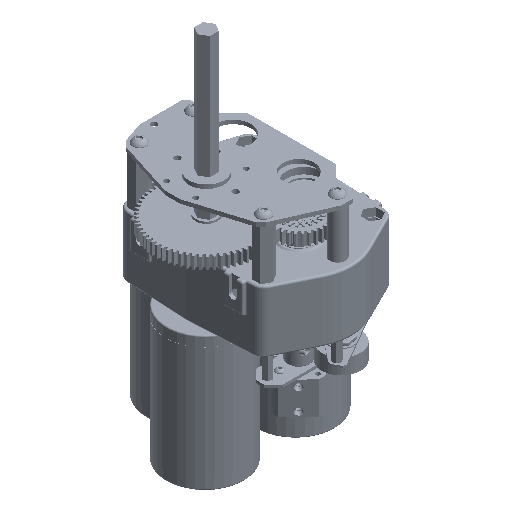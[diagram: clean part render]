
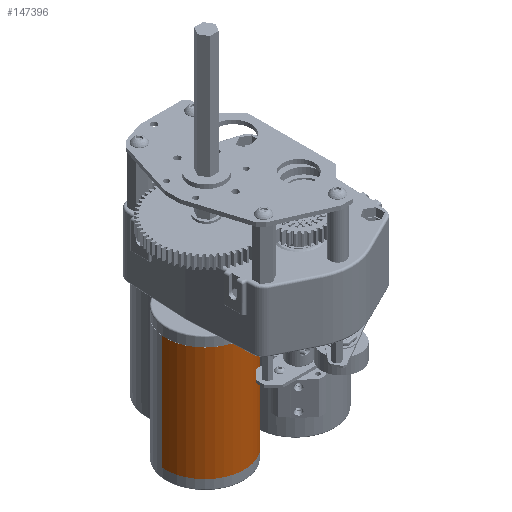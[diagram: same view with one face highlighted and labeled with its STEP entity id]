
A CAD part, isometric view. The second image highlights one B-rep face of the part: STEP entity #147396.
In plain terms, the highlighted cylindrical face has radius 32.004 mm (diameter 64.008 mm), a partial arc.
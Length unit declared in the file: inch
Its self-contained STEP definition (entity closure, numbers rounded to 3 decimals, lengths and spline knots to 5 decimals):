
#3586 = VERTEX_POINT ( 'NONE', #281979 ) ;
#4452 = CARTESIAN_POINT ( 'NONE',  ( 0.324, 0., 1.26 ) ) ;
#10645 = VERTEX_POINT ( 'NONE', #119112 ) ;
#11636 = DIRECTION ( 'NONE',  ( 0., 0., -1. ) ) ;
#19670 = ORIENTED_EDGE ( 'NONE', *, *, #145925, .T. ) ;
#23575 = AXIS2_PLACEMENT_3D ( 'NONE', #300986, #252145, #11636 ) ;
#26023 = VERTEX_POINT ( 'NONE', #4452 ) ;
#30996 = ORIENTED_EDGE ( 'NONE', *, *, #219410, .F. ) ;
#39976 = CARTESIAN_POINT ( 'NONE',  ( 0., 0., -1.26 ) ) ;
#46859 = CIRCLE ( 'NONE', #23575, 1.26 ) ;
#49572 = EDGE_CURVE ( 'NONE', #3586, #10645, #46859, .T. ) ;
#55399 = ORIENTED_EDGE ( 'NONE', *, *, #49572, .F. ) ;
#56315 = DIRECTION ( 'NONE',  ( 0., 0., -1. ) ) ;
#76950 = FACE_OUTER_BOUND ( 'NONE', #89807, .T. ) ;
#77510 = AXIS2_PLACEMENT_3D ( 'NONE', #254219, #154287, #56315 ) ;
#87632 = CARTESIAN_POINT ( 'NONE',  ( 0., 0., 1.26 ) ) ;
#89807 = EDGE_LOOP ( 'NONE', ( #30996, #283105, #19670, #55399 ) ) ;
#102299 = CIRCLE ( 'NONE', #77510, 1.26 ) ;
#119112 = CARTESIAN_POINT ( 'NONE',  ( 3.99096, 0., -1.26 ) ) ;
#121839 = DIRECTION ( 'NONE',  ( 0., 0., -1. ) ) ;
#145925 = EDGE_CURVE ( 'NONE', #172800, #10645, #202994, .T. ) ;
#147396 = ADVANCED_FACE ( 'NONE', ( #76950 ), #308816, .T. ) ;
#149669 = LINE ( 'NONE', #87632, #180199 ) ;
#154287 = DIRECTION ( 'NONE',  ( 1., 0., 0. ) ) ;
#159135 = EDGE_CURVE ( 'NONE', #26023, #172800, #102299, .T. ) ;
#172800 = VERTEX_POINT ( 'NONE', #231066 ) ;
#180199 = VECTOR ( 'NONE', #184412, 39.37008 ) ;
#184412 = DIRECTION ( 'NONE',  ( 1., 0., 0. ) ) ;
#202994 = LINE ( 'NONE', #39976, #256131 ) ;
#210243 = DIRECTION ( 'NONE',  ( 1., 0., 0. ) ) ;
#219410 = EDGE_CURVE ( 'NONE', #26023, #3586, #149669, .T. ) ;
#231066 = CARTESIAN_POINT ( 'NONE',  ( 0.324, 0., -1.26 ) ) ;
#252145 = DIRECTION ( 'NONE',  ( 1., 0., 0. ) ) ;
#254219 = CARTESIAN_POINT ( 'NONE',  ( 0.324, 0., 0. ) ) ;
#256131 = VECTOR ( 'NONE', #210243, 39.37008 ) ;
#266150 = AXIS2_PLACEMENT_3D ( 'NONE', #290948, #288862, #121839 ) ;
#281979 = CARTESIAN_POINT ( 'NONE',  ( 3.99096, 0., 1.26 ) ) ;
#283105 = ORIENTED_EDGE ( 'NONE', *, *, #159135, .T. ) ;
#288862 = DIRECTION ( 'NONE',  ( 1., 0., 0. ) ) ;
#290948 = CARTESIAN_POINT ( 'NONE',  ( 0., 0., 0. ) ) ;
#300986 = CARTESIAN_POINT ( 'NONE',  ( 3.99096, 0., 0. ) ) ;
#308816 = CYLINDRICAL_SURFACE ( 'NONE', #266150, 1.26 ) ;
